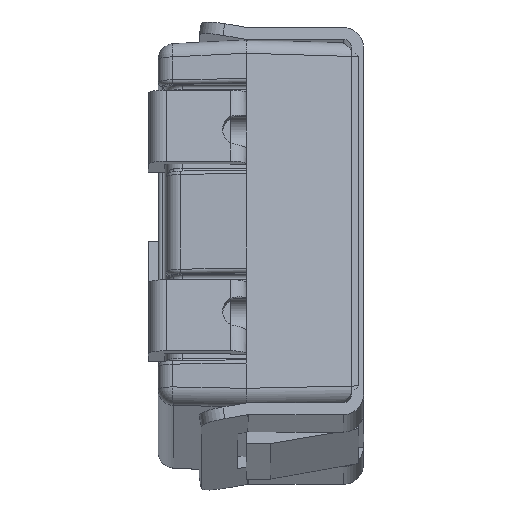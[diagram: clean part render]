
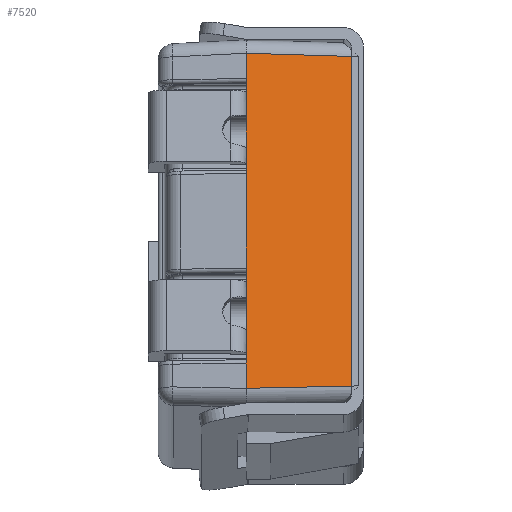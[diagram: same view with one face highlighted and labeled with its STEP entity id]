
A CAD part, left-side view. The second image highlights one B-rep face of the part: STEP entity #7520.
In plain terms, the highlighted face is planar.
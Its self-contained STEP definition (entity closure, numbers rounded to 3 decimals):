
#326=PLANE('',#9020);
#862=LINE('',#12882,#1648);
#907=LINE('',#13006,#1693);
#910=LINE('',#13012,#1696);
#911=LINE('',#13015,#1697);
#912=LINE('',#13017,#1698);
#913=LINE('',#13019,#1699);
#914=LINE('',#13021,#1700);
#915=LINE('',#13023,#1701);
#916=LINE('',#13024,#1702);
#917=LINE('',#13025,#1703);
#1648=VECTOR('',#10474,1000.);
#1693=VECTOR('',#10551,1000.);
#1696=VECTOR('',#10556,1000.);
#1697=VECTOR('',#10557,1000.);
#1698=VECTOR('',#10558,1000.);
#1699=VECTOR('',#10559,1000.);
#1700=VECTOR('',#10560,1000.);
#1701=VECTOR('',#10561,1000.);
#1702=VECTOR('',#10562,1000.);
#1703=VECTOR('',#10563,1000.);
#3188=ORIENTED_EDGE('',*,*,#4837,.F.);
#3189=ORIENTED_EDGE('',*,*,#4838,.T.);
#3190=ORIENTED_EDGE('',*,*,#4839,.T.);
#3191=ORIENTED_EDGE('',*,*,#4840,.T.);
#3192=ORIENTED_EDGE('',*,*,#4841,.T.);
#3193=ORIENTED_EDGE('',*,*,#4842,.T.);
#3194=ORIENTED_EDGE('',*,*,#4834,.F.);
#3195=ORIENTED_EDGE('',*,*,#4843,.F.);
#3196=ORIENTED_EDGE('',*,*,#4779,.F.);
#3197=ORIENTED_EDGE('',*,*,#4844,.F.);
#4779=EDGE_CURVE('',#5695,#5696,#862,.F.);
#4834=EDGE_CURVE('',#5749,#5750,#907,.F.);
#4837=EDGE_CURVE('',#5752,#5753,#910,.F.);
#4838=EDGE_CURVE('',#5752,#5754,#911,.F.);
#4839=EDGE_CURVE('',#5754,#5755,#912,.T.);
#4840=EDGE_CURVE('',#5755,#5756,#913,.T.);
#4841=EDGE_CURVE('',#5756,#5757,#914,.T.);
#4842=EDGE_CURVE('',#5757,#5750,#915,.T.);
#4843=EDGE_CURVE('',#5696,#5749,#916,.T.);
#4844=EDGE_CURVE('',#5753,#5695,#917,.T.);
#5695=VERTEX_POINT('',#12883);
#5696=VERTEX_POINT('',#12884);
#5749=VERTEX_POINT('',#13005);
#5750=VERTEX_POINT('',#13007);
#5752=VERTEX_POINT('',#13013);
#5753=VERTEX_POINT('',#13014);
#5754=VERTEX_POINT('',#13016);
#5755=VERTEX_POINT('',#13018);
#5756=VERTEX_POINT('',#13020);
#5757=VERTEX_POINT('',#13022);
#6496=EDGE_LOOP('',(#3188,#3189,#3190,#3191,#3192,#3193,#3194,#3195,#3196,
#3197));
#6958=FACE_BOUND('',#6496,.T.);
#7520=ADVANCED_FACE('',(#6958),#326,.T.);
#9020=AXIS2_PLACEMENT_3D('',#13011,#10554,#10555);
#10474=DIRECTION('',(0.,0.,1.));
#10551=DIRECTION('',(0.,0.,1.));
#10554=DIRECTION('',(-1.,0.026,0.));
#10555=DIRECTION('',(-0.026,-1.,0.));
#10556=DIRECTION('',(0.,0.,1.));
#10557=DIRECTION('',(-0.026,-0.999,0.026));
#10558=DIRECTION('',(0.018,0.698,-0.716));
#10559=DIRECTION('',(0.,0.,-1.));
#10560=DIRECTION('',(-0.018,-0.698,-0.716));
#10561=DIRECTION('',(-0.026,-0.999,-0.026));
#10562=DIRECTION('',(0.,0.,-1.));
#10563=DIRECTION('',(0.,0.,-1.));
#12882=CARTESIAN_POINT('',(-2.52,0.,0.));
#12883=CARTESIAN_POINT('',(-2.52,0.,0.6));
#12884=CARTESIAN_POINT('',(-2.52,0.,-0.6));
#13005=CARTESIAN_POINT('',(-2.52,0.,-1.8));
#13006=CARTESIAN_POINT('',(-2.52,0.,0.));
#13007=CARTESIAN_POINT('',(-2.52,0.,-2.12));
#13011=CARTESIAN_POINT('',(-2.52,0.,0.));
#13012=CARTESIAN_POINT('',(-2.52,0.,0.));
#13013=CARTESIAN_POINT('',(-2.52,0.,2.12));
#13014=CARTESIAN_POINT('',(-2.52,0.,1.8));
#13015=CARTESIAN_POINT('',(-2.519,0.055,2.119));
#13016=CARTESIAN_POINT('',(-2.483,1.4,2.083));
#13017=CARTESIAN_POINT('',(-2.474,1.759,1.715));
#13018=CARTESIAN_POINT('',(-2.483,1.4,2.083));
#13019=CARTESIAN_POINT('',(-2.483,1.4,-2.32));
#13020=CARTESIAN_POINT('',(-2.483,1.4,-2.083));
#13021=CARTESIAN_POINT('',(-2.474,1.759,-1.715));
#13022=CARTESIAN_POINT('',(-2.483,1.4,-2.083));
#13023=CARTESIAN_POINT('',(-2.519,0.055,-2.119));
#13024=CARTESIAN_POINT('',(-2.52,0.,-0.65));
#13025=CARTESIAN_POINT('',(-2.52,0.,1.75));
